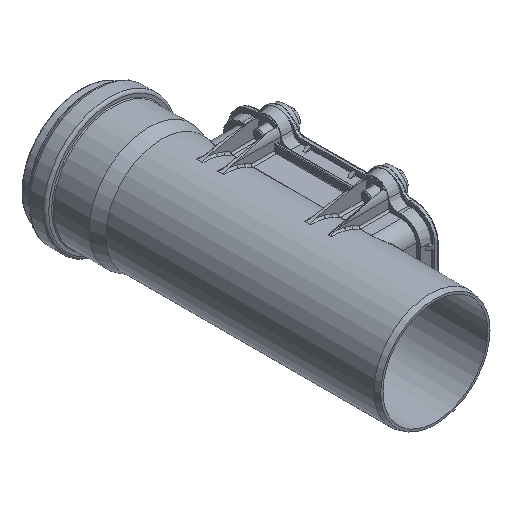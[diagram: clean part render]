
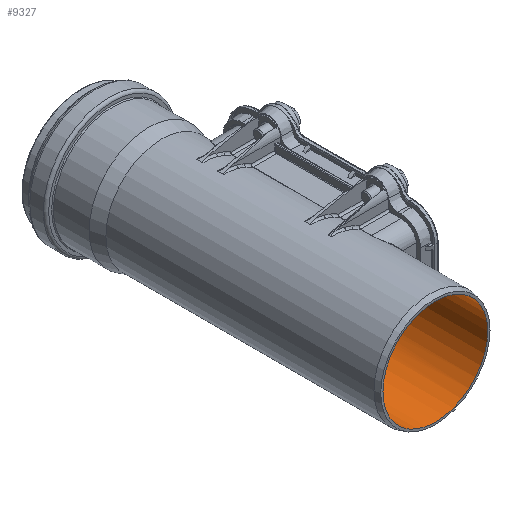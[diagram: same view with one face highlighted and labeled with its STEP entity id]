
A CAD part, isometric view. The second image highlights one B-rep face of the part: STEP entity #9327.
In plain terms, the highlighted cylindrical face has radius 58.45 mm (diameter 116.9 mm), a full revolution.
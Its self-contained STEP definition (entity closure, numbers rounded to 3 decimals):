
#219=FACE_BOUND('',#2926,.T.);
#220=FACE_BOUND('',#2927,.T.);
#593=B_SPLINE_CURVE_WITH_KNOTS('',3,(#15930,#15931,#15932,#15933,#15934,
#15935,#15936,#15937,#15938,#15939,#15940,#15941),.UNSPECIFIED.,.F.,.F.,
(4,2,2,2,2,4),(4.659,4.917,5.175,5.692,
6.426,7.16),.UNSPECIFIED.);
#594=B_SPLINE_CURVE_WITH_KNOTS('',3,(#15950,#15951,#15952,#15953,#15954,
#15955,#15956,#15957,#15958,#15959,#15960,#15961),.UNSPECIFIED.,.F.,.F.,
(4,2,2,2,2,4),(-2.501,-1.767,-1.033,-0.517,
-0.258,0.),.UNSPECIFIED.);
#595=B_SPLINE_CURVE_WITH_KNOTS('',3,(#15969,#15970,#15971,#15972,#15973,
#15974,#15975,#15976,#15977,#15978,#15979,#15980),.UNSPECIFIED.,.F.,.F.,
(4,2,2,2,2,4),(0.,0.258,0.517,1.033,
1.767,2.501),.UNSPECIFIED.);
#596=B_SPLINE_CURVE_WITH_KNOTS('',3,(#15988,#15989,#15990,#15991,#15992,
#15993,#15994,#15995,#15996,#15997,#15998,#15999),.UNSPECIFIED.,.F.,.F.,
(4,2,2,2,2,4),(2.157,2.891,3.625,4.142,
4.4,4.659),.UNSPECIFIED.);
#872=LINE('',#15965,#1504);
#877=LINE('',#16002,#1509);
#1504=VECTOR('',#11844,174.6);
#1509=VECTOR('',#11859,174.6);
#1992=CYLINDRICAL_SURFACE('',#10101,58.45);
#2303=FACE_OUTER_BOUND('',#2925,.T.);
#2925=EDGE_LOOP('',(#7134));
#2926=EDGE_LOOP('',(#7135,#7136,#7137,#7138,#7139,#7140,#7141,#7142));
#2927=EDGE_LOOP('',(#7143));
#3574=CIRCLE('',#10090,58.45);
#3575=CIRCLE('',#10095,58.45);
#3576=CIRCLE('',#10102,58.45);
#3577=CIRCLE('',#10103,58.45);
#4225=VERTEX_POINT('',#15928);
#4226=VERTEX_POINT('',#15929);
#4227=VERTEX_POINT('',#15945);
#4228=VERTEX_POINT('',#15949);
#4229=VERTEX_POINT('',#15964);
#4230=VERTEX_POINT('',#15968);
#4231=VERTEX_POINT('',#15983);
#4232=VERTEX_POINT('',#15987);
#4233=VERTEX_POINT('',#16008);
#4234=VERTEX_POINT('',#16010);
#5263=EDGE_CURVE('',#4225,#4226,#593,.T.);
#5266=EDGE_CURVE('',#4226,#4227,#3574,.T.);
#5268=EDGE_CURVE('',#4227,#4228,#594,.T.);
#5270=EDGE_CURVE('',#4228,#4229,#872,.T.);
#5272=EDGE_CURVE('',#4229,#4230,#595,.T.);
#5274=EDGE_CURVE('',#4230,#4231,#3575,.T.);
#5276=EDGE_CURVE('',#4231,#4232,#596,.T.);
#5278=EDGE_CURVE('',#4232,#4225,#877,.T.);
#5280=EDGE_CURVE('',#4233,#4233,#3576,.T.);
#5281=EDGE_CURVE('',#4234,#4234,#3577,.T.);
#7134=ORIENTED_EDGE('',*,*,#5280,.F.);
#7135=ORIENTED_EDGE('',*,*,#5272,.F.);
#7136=ORIENTED_EDGE('',*,*,#5270,.F.);
#7137=ORIENTED_EDGE('',*,*,#5268,.F.);
#7138=ORIENTED_EDGE('',*,*,#5266,.F.);
#7139=ORIENTED_EDGE('',*,*,#5263,.F.);
#7140=ORIENTED_EDGE('',*,*,#5278,.F.);
#7141=ORIENTED_EDGE('',*,*,#5276,.F.);
#7142=ORIENTED_EDGE('',*,*,#5274,.F.);
#7143=ORIENTED_EDGE('',*,*,#5281,.T.);
#9327=ADVANCED_FACE('',(#2303,#219,#220),#1992,.F.);
#10090=AXIS2_PLACEMENT_3D('',#15946,#11836,#11837);
#10095=AXIS2_PLACEMENT_3D('',#15984,#11851,#11852);
#10101=AXIS2_PLACEMENT_3D('',#16007,#11867,#11868);
#10102=AXIS2_PLACEMENT_3D('',#16009,#11869,#11870);
#10103=AXIS2_PLACEMENT_3D('',#16011,#11871,#11872);
#11836=DIRECTION('center_axis',(0.,1.,0.));
#11837=DIRECTION('ref_axis',(-1.,0.,0.));
#11844=DIRECTION('',(0.,-1.,0.));
#11851=DIRECTION('center_axis',(0.,-1.,0.));
#11852=DIRECTION('ref_axis',(-1.,0.,0.));
#11859=DIRECTION('',(0.,1.,0.));
#11867=DIRECTION('center_axis',(0.,-1.,0.));
#11868=DIRECTION('ref_axis',(0.,0.,-1.));
#11869=DIRECTION('center_axis',(0.,-1.,0.));
#11870=DIRECTION('ref_axis',(1.,0.,0.));
#11871=DIRECTION('center_axis',(0.,-1.,0.));
#11872=DIRECTION('ref_axis',(1.,0.,0.));
#15928=CARTESIAN_POINT('',(29.771,278.6,50.3));
#15929=CARTESIAN_POINT('',(45.001,291.6,37.3));
#15930=CARTESIAN_POINT('Ctrl Pts',(29.771,278.6,50.3));
#15931=CARTESIAN_POINT('Ctrl Pts',(29.771,279.461,50.3));
#15932=CARTESIAN_POINT('Ctrl Pts',(29.917,280.3,50.214));
#15933=CARTESIAN_POINT('Ctrl Pts',(30.438,281.903,49.9));
#15934=CARTESIAN_POINT('Ctrl Pts',(30.813,282.667,49.671));
#15935=CARTESIAN_POINT('Ctrl Pts',(32.154,284.813,48.822));
#15936=CARTESIAN_POINT('Ctrl Pts',(33.338,286.05,48.031));
#15937=CARTESIAN_POINT('Ctrl Pts',(36.105,288.423,46.009));
#15938=CARTESIAN_POINT('Ctrl Pts',(37.973,289.583,44.505));
#15939=CARTESIAN_POINT('Ctrl Pts',(41.64,291.176,41.094));
#15940=CARTESIAN_POINT('Ctrl Pts',(43.44,291.6,39.184));
#15941=CARTESIAN_POINT('Ctrl Pts',(45.001,291.6,37.3));
#15945=CARTESIAN_POINT('',(45.001,291.6,-37.3));
#15946=CARTESIAN_POINT('Origin',(0.,291.6,0.));
#15949=CARTESIAN_POINT('',(29.771,278.6,-50.3));
#15950=CARTESIAN_POINT('Ctrl Pts',(45.001,291.6,-37.3));
#15951=CARTESIAN_POINT('Ctrl Pts',(43.44,291.6,-39.184));
#15952=CARTESIAN_POINT('Ctrl Pts',(41.64,291.176,-41.094));
#15953=CARTESIAN_POINT('Ctrl Pts',(37.973,289.583,-44.505));
#15954=CARTESIAN_POINT('Ctrl Pts',(36.105,288.423,-46.009));
#15955=CARTESIAN_POINT('Ctrl Pts',(33.338,286.05,-48.031));
#15956=CARTESIAN_POINT('Ctrl Pts',(32.154,284.813,-48.822));
#15957=CARTESIAN_POINT('Ctrl Pts',(30.813,282.667,-49.671));
#15958=CARTESIAN_POINT('Ctrl Pts',(30.438,281.903,-49.9));
#15959=CARTESIAN_POINT('Ctrl Pts',(29.917,280.3,-50.214));
#15960=CARTESIAN_POINT('Ctrl Pts',(29.771,279.461,-50.3));
#15961=CARTESIAN_POINT('Ctrl Pts',(29.771,278.6,-50.3));
#15964=CARTESIAN_POINT('',(29.771,104.,-50.3));
#15965=CARTESIAN_POINT('',(29.771,0.,-50.3));
#15968=CARTESIAN_POINT('',(45.001,91.,-37.3));
#15969=CARTESIAN_POINT('Ctrl Pts',(29.771,104.,-50.3));
#15970=CARTESIAN_POINT('Ctrl Pts',(29.771,103.139,-50.3));
#15971=CARTESIAN_POINT('Ctrl Pts',(29.917,102.3,-50.214));
#15972=CARTESIAN_POINT('Ctrl Pts',(30.438,100.697,-49.9));
#15973=CARTESIAN_POINT('Ctrl Pts',(30.813,99.933,-49.671));
#15974=CARTESIAN_POINT('Ctrl Pts',(32.154,97.787,-48.822));
#15975=CARTESIAN_POINT('Ctrl Pts',(33.338,96.55,-48.031));
#15976=CARTESIAN_POINT('Ctrl Pts',(36.105,94.177,-46.009));
#15977=CARTESIAN_POINT('Ctrl Pts',(37.973,93.017,-44.505));
#15978=CARTESIAN_POINT('Ctrl Pts',(41.64,91.424,-41.094));
#15979=CARTESIAN_POINT('Ctrl Pts',(43.44,91.,-39.184));
#15980=CARTESIAN_POINT('Ctrl Pts',(45.001,91.,-37.3));
#15983=CARTESIAN_POINT('',(45.001,91.,37.3));
#15984=CARTESIAN_POINT('Origin',(0.,91.,0.));
#15987=CARTESIAN_POINT('',(29.771,104.,50.3));
#15988=CARTESIAN_POINT('Ctrl Pts',(45.001,91.,37.3));
#15989=CARTESIAN_POINT('Ctrl Pts',(43.44,91.,39.184));
#15990=CARTESIAN_POINT('Ctrl Pts',(41.64,91.424,41.094));
#15991=CARTESIAN_POINT('Ctrl Pts',(37.973,93.017,44.505));
#15992=CARTESIAN_POINT('Ctrl Pts',(36.105,94.177,46.009));
#15993=CARTESIAN_POINT('Ctrl Pts',(33.338,96.55,48.031));
#15994=CARTESIAN_POINT('Ctrl Pts',(32.154,97.787,48.822));
#15995=CARTESIAN_POINT('Ctrl Pts',(30.813,99.933,49.671));
#15996=CARTESIAN_POINT('Ctrl Pts',(30.438,100.697,49.9));
#15997=CARTESIAN_POINT('Ctrl Pts',(29.917,102.3,50.214));
#15998=CARTESIAN_POINT('Ctrl Pts',(29.771,103.139,50.3));
#15999=CARTESIAN_POINT('Ctrl Pts',(29.771,104.,50.3));
#16002=CARTESIAN_POINT('',(29.771,0.,50.3));
#16007=CARTESIAN_POINT('Origin',(0.,152.533,0.));
#16008=CARTESIAN_POINT('',(0.,305.066,-58.45));
#16009=CARTESIAN_POINT('Origin',(0.,305.066,0.));
#16010=CARTESIAN_POINT('',(0.,0.,-58.45));
#16011=CARTESIAN_POINT('Origin',(0.,0.,0.));
